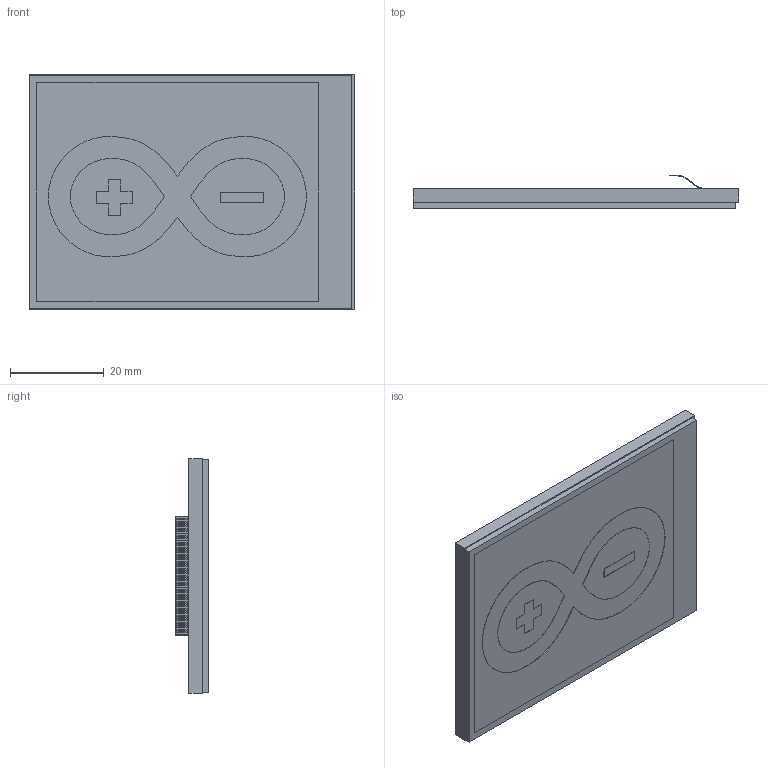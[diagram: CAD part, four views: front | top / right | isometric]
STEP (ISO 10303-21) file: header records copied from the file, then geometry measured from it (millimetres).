
FILE_DESCRIPTION (( 'STEP AP214' ), '1' );
FILE_NAME ('MI0283QT.STEP', '2015-03-14T16:26:33', ( '' ), ( '' ), 'SwSTEP 2.0', 'SolidWorks 2014', '' );
FILE_SCHEMA (( 'AUTOMOTIVE_DESIGN' ));
Length unit declared in the file: millimetre
Products named in the file (3): MI0283QT; MI0283QT Adapter; 2.8inch 240x320 Display with Touch-Panel
Assembly tree (2 placements, depth 2):
  MI0283QT
    MI0283QT Adapter
    2.8inch 240x320 Display with Touch-Panel
Bounding box: 69.25 x 7.05 x 50 mm (x, y, z)
Volume: 14418.8 mm3; surface area: 15240.4 mm2
Topology: 3 solids, 3 shells, 250 faces, 618 edges, 380 vertices
Faces by surface type: plane 140, bspline 110
Entity records: 10675 total; most frequent: CARTESIAN_POINT 2911, ORIENTED_EDGE 1236, DIRECTION 788, EDGE_CURVE 618, LINE 498, VECTOR 498, VERTEX_POINT 380, EDGE_LOOP 256
